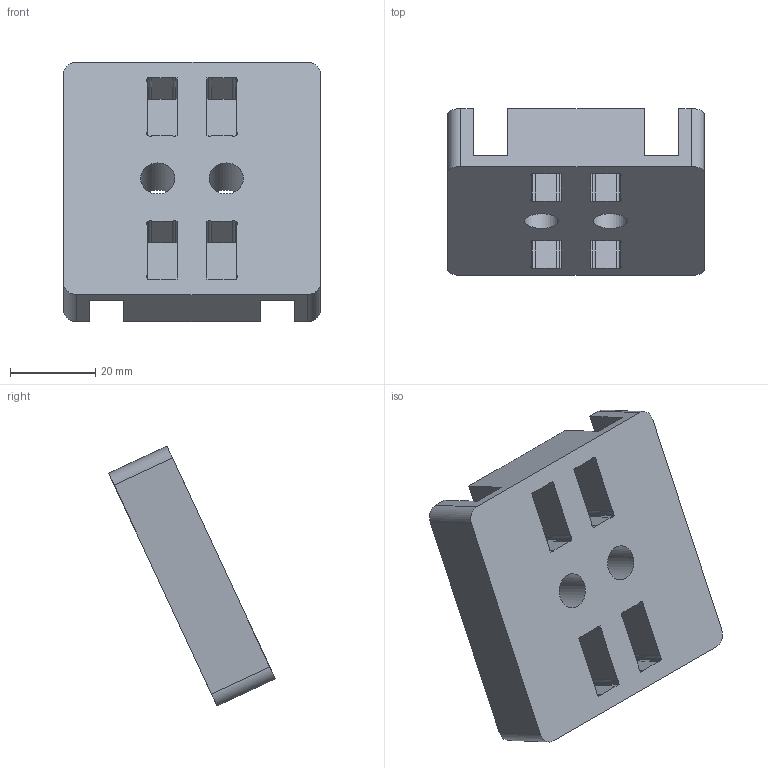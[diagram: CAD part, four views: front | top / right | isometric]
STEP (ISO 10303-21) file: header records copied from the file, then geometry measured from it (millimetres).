
FILE_DESCRIPTION(/* description */ (''),/* implementation_level */ '2;1');
FILE_NAME(/* name */ 'Bohrer Schlitten B.step',/* time_stamp */ '2024-07-31T11:56:18+02:00',/* author */ (''),/* organization */ (''),/* preprocessor_version */ 'ST-DEVELOPER v20',/* originating_system */ 'Autodesk Translation Framework v13.14.0.145',/* authorisation */ '');
FILE_SCHEMA (('AUTOMOTIVE_DESIGN { 1 0 10303 214 3 1 1 }'));
Length unit declared in the file: millimetre
Products named in the file (2): Bohrer MB; Schlitten B
Assembly tree (1 placements, depth 2):
  Bohrer MB
    Schlitten B
Bounding box: 60 x 38.95 x 60.72 mm (x, y, z)
Volume: 32061.9 mm3; surface area: 16375.3 mm2
Topology: 1 solids, 1 shells, 156 faces, 444 edges, 296 vertices
Faces by surface type: plane 100, cylinder 56
Full cylindrical faces by diameter (mm): 1.501 x2, 8 x2
Entity records: 5148 total; most frequent: CARTESIAN_POINT 899, ORIENTED_EDGE 888, DIRECTION 874, EDGE_CURVE 444, LINE 332, VECTOR 332, VERTEX_POINT 296, AXIS2_PLACEMENT_3D 271
